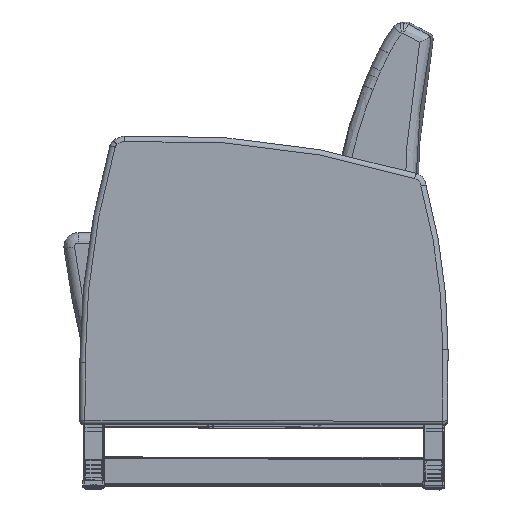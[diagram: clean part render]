
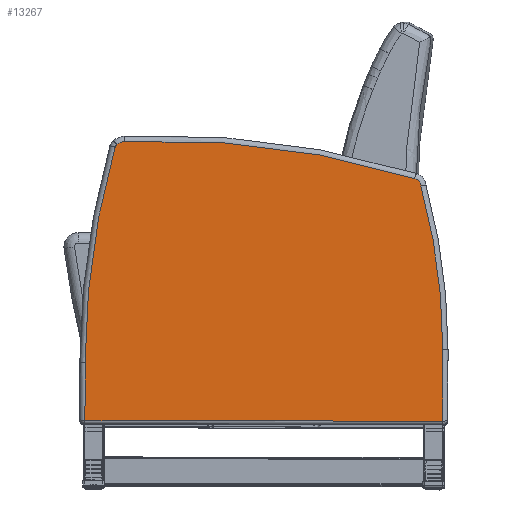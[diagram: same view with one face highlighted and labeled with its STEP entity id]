
A CAD part, top view. The second image highlights one B-rep face of the part: STEP entity #13267.
In plain terms, the highlighted face is planar.
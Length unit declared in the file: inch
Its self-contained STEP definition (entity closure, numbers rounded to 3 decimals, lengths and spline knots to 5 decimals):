
#267=PLANE('',#14461);
#908=LINE('',#23447,#1663);
#911=LINE('',#23535,#1666);
#917=LINE('',#23617,#1672);
#1663=VECTOR('',#16309,0.3937);
#1666=VECTOR('',#16320,0.3937);
#1672=VECTOR('',#16364,0.3937);
#2811=FACE_OUTER_BOUND('',#3744,.T.);
#3744=EDGE_LOOP('',(#9754,#9755,#9756,#9757,#9758,#9759,#9760,#9761,#9762));
#4696=CIRCLE('',#14430,43.454);
#4700=CIRCLE('',#14436,0.625);
#4701=CIRCLE('',#14438,59.875);
#4703=CIRCLE('',#14441,0.875);
#4705=CIRCLE('',#14443,0.375);
#4707=CIRCLE('',#14446,56.682);
#5956=VERTEX_POINT('',#23178);
#5958=VERTEX_POINT('',#23225);
#5978=VERTEX_POINT('',#23446);
#5980=VERTEX_POINT('',#23482);
#5981=VERTEX_POINT('',#23483);
#5985=VERTEX_POINT('',#23539);
#5986=VERTEX_POINT('',#23543);
#5988=VERTEX_POINT('',#23560);
#5990=VERTEX_POINT('',#23585);
#7272=EDGE_CURVE('',#5956,#5978,#908,.T.);
#7275=EDGE_CURVE('',#5980,#5981,#4696,.T.);
#7280=EDGE_CURVE('',#5981,#5958,#911,.T.);
#7283=EDGE_CURVE('',#5985,#5980,#4700,.T.);
#7284=EDGE_CURVE('',#5986,#5985,#4701,.T.);
#7287=EDGE_CURVE('',#5988,#5986,#4703,.T.);
#7290=EDGE_CURVE('',#5990,#5988,#4705,.T.);
#7293=EDGE_CURVE('',#5978,#5990,#4707,.T.);
#7300=EDGE_CURVE('',#5958,#5956,#917,.T.);
#9754=ORIENTED_EDGE('',*,*,#7272,.F.);
#9755=ORIENTED_EDGE('',*,*,#7300,.F.);
#9756=ORIENTED_EDGE('',*,*,#7280,.F.);
#9757=ORIENTED_EDGE('',*,*,#7275,.F.);
#9758=ORIENTED_EDGE('',*,*,#7283,.F.);
#9759=ORIENTED_EDGE('',*,*,#7284,.F.);
#9760=ORIENTED_EDGE('',*,*,#7287,.F.);
#9761=ORIENTED_EDGE('',*,*,#7290,.F.);
#9762=ORIENTED_EDGE('',*,*,#7293,.F.);
#13267=ADVANCED_FACE('',(#2811),#267,.F.);
#14430=AXIS2_PLACEMENT_3D('',#23484,#16313,#16314);
#14436=AXIS2_PLACEMENT_3D('',#23541,#16327,#16328);
#14438=AXIS2_PLACEMENT_3D('',#23544,#16331,#16332);
#14441=AXIS2_PLACEMENT_3D('',#23561,#16337,#16338);
#14443=AXIS2_PLACEMENT_3D('',#23586,#16341,#16342);
#14446=AXIS2_PLACEMENT_3D('',#23606,#16347,#16348);
#14461=AXIS2_PLACEMENT_3D('',#23634,#16390,#16391);
#16309=DIRECTION('',(0.,1.,0.));
#16313=DIRECTION('center_axis',(0.,0.,1.));
#16314=DIRECTION('ref_axis',(-0.991,0.134,0.));
#16320=DIRECTION('',(0.,-1.,0.));
#16327=DIRECTION('center_axis',(0.,0.,1.));
#16328=DIRECTION('ref_axis',(-0.761,0.649,0.));
#16331=DIRECTION('center_axis',(0.,0.,1.));
#16332=DIRECTION('ref_axis',(-0.124,0.992,0.));
#16337=DIRECTION('center_axis',(0.,0.,1.));
#16338=DIRECTION('ref_axis',(0.367,0.93,0.));
#16341=DIRECTION('center_axis',(0.,0.,1.));
#16342=DIRECTION('ref_axis',(0.828,0.56,0.));
#16347=DIRECTION('center_axis',(0.,0.,1.));
#16348=DIRECTION('ref_axis',(0.991,0.136,0.));
#16364=DIRECTION('',(1.,0.,0.));
#16390=DIRECTION('center_axis',(0.,0.,1.));
#16391=DIRECTION('ref_axis',(1.,0.,0.));
#23178=CARTESIAN_POINT('',(27.75546,-1.42245,0.));
#23225=CARTESIAN_POINT('',(2.36377,-1.42245,0.));
#23446=CARTESIAN_POINT('',(27.75546,2.67632,0.));
#23447=CARTESIAN_POINT('',(27.75546,2.45177,0.));
#23482=CARTESIAN_POINT('',(3.93921,15.27313,0.));
#23483=CARTESIAN_POINT('',(2.36377,3.66555,0.));
#23484=CARTESIAN_POINT('Origin',(45.81777,3.67847,0.));
#23535=CARTESIAN_POINT('',(2.36377,5.12075,0.));
#23539=CARTESIAN_POINT('',(4.37672,15.80487,0.));
#23541=CARTESIAN_POINT('Origin',(4.56076,15.20758,0.));
#23543=CARTESIAN_POINT('',(24.97766,18.38599,0.));
#23544=CARTESIAN_POINT('Origin',(22.00807,-41.41533,0.));
#23560=CARTESIAN_POINT('',(25.53144,18.16557,0.));
#23561=CARTESIAN_POINT('Origin',(24.95032,17.51141,0.));
#23585=CARTESIAN_POINT('',(25.65665,17.98575,0.));
#23586=CARTESIAN_POINT('Origin',(25.29972,17.87073,0.));
#23606=CARTESIAN_POINT('Origin',(-28.92653,2.7042,0.));
#23617=CARTESIAN_POINT('',(8.61435,-1.42245,0.));
#23634=CARTESIAN_POINT('Origin',(15.23992,6.576,0.));
